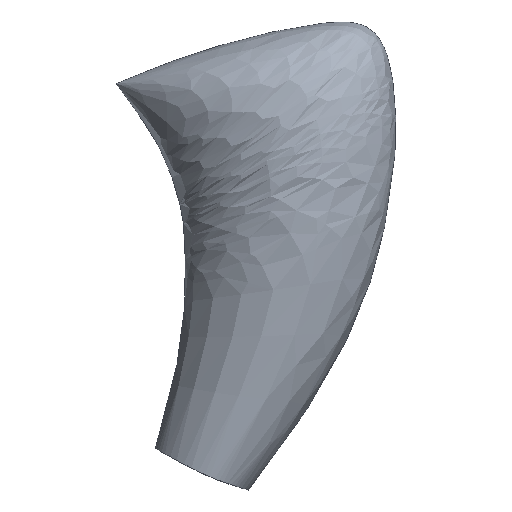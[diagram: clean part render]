
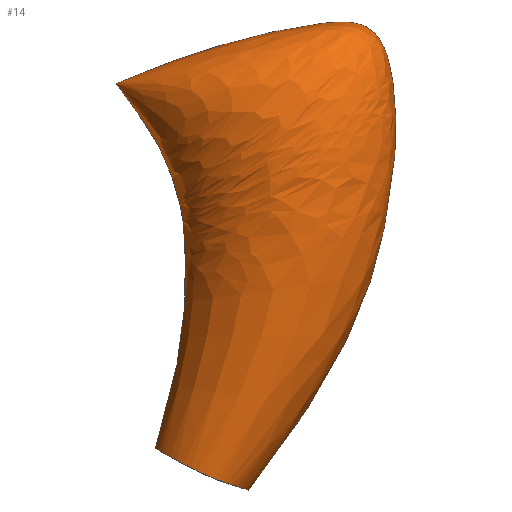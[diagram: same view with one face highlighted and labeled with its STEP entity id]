
A CAD part, front view. The second image highlights one B-rep face of the part: STEP entity #14.
In plain terms, the highlighted free-form (B-spline) face has degree [3, 3] with [5, 8] control points.
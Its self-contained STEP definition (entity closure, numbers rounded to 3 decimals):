
#14=ADVANCED_FACE('',(#16),#37,.T.);
#16=FACE_OUTER_BOUND('',#18,.T.);
#18=EDGE_LOOP('',(#20,#21,#22));
#20=ORIENTED_EDGE('',*,*,#28,.T.);
#21=ORIENTED_EDGE('',*,*,#27,.F.);
#22=ORIENTED_EDGE('',*,*,#26,.T.);
#26=EDGE_CURVE('',#34,#36,#30,.T.);
#27=EDGE_CURVE('',#34,#35,#31,.T.);
#28=EDGE_CURVE('',#36,#35,#32,.T.);
#30=B_SPLINE_CURVE_WITH_KNOTS('',3,(#216,#217,#218,#219,#220),
 .UNSPECIFIED.,.F.,.F.,(4,1,4),(0.,3.858,8.443),
 .UNSPECIFIED.);
#31=B_SPLINE_CURVE_WITH_KNOTS('',3,(#221,#222,#223,#224,#225,#226,#227,
#228),.UNSPECIFIED.,.F.,.F.,(4,1,1,1,1,4),(0.,1.,2.,3.,4.,5.),
 .UNSPECIFIED.);
#32=B_SPLINE_CURVE_WITH_KNOTS('',3,(#229,#230,#231,#232,#233,#234,#235,
#236),.UNSPECIFIED.,.F.,.F.,(4,1,1,1,1,4),(0.,1.,2.,3.,4.,5.),
 .UNSPECIFIED.);
#34=VERTEX_POINT('',#213);
#35=VERTEX_POINT('',#214);
#36=VERTEX_POINT('',#215);
#37=B_SPLINE_SURFACE_WITH_KNOTS('',3,3,((#133,#134,#135,#136,#137,#138,
#139,#140),(#141,#142,#143,#144,#145,#146,#147,#148),(#149,#150,#151,#152,
#153,#154,#155,#156),(#157,#158,#159,#160,#161,#162,#163,#164),(#165,#166,
#167,#168,#169,#170,#171,#172)),.UNSPECIFIED.,.F.,.F.,.F.,(4,1,4),(4,1,
1,1,1,4),(0.,3.858,8.443),(0.,1.,2.,3.,4.,5.),
 .UNSPECIFIED.);
#133=CARTESIAN_POINT('',(-9.118,0.,2.395));
#134=CARTESIAN_POINT('',(-8.362,0.,4.852));
#135=CARTESIAN_POINT('',(-8.343,0.,7.221));
#136=CARTESIAN_POINT('',(-8.384,0.,8.135));
#137=CARTESIAN_POINT('',(-8.527,0.,8.771));
#138=CARTESIAN_POINT('',(-8.748,0.,9.512));
#139=CARTESIAN_POINT('',(-9.149,0.,10.4));
#140=CARTESIAN_POINT('',(-10.115,0.,11.679));
#141=CARTESIAN_POINT('',(-9.118,-0.659,2.395));
#142=CARTESIAN_POINT('',(-8.362,-0.813,4.852));
#143=CARTESIAN_POINT('',(-8.343,-0.984,7.221));
#144=CARTESIAN_POINT('',(-8.384,-1.039,8.135));
#145=CARTESIAN_POINT('',(-8.527,-1.042,8.771));
#146=CARTESIAN_POINT('',(-8.748,-0.965,9.512));
#147=CARTESIAN_POINT('',(-9.149,-0.71,10.4));
#148=CARTESIAN_POINT('',(-10.115,0.,11.679));
#149=CARTESIAN_POINT('',(-7.754,-2.1,1.569));
#150=CARTESIAN_POINT('',(-6.157,-2.592,4.65));
#151=CARTESIAN_POINT('',(-5.518,-3.138,7.883));
#152=CARTESIAN_POINT('',(-5.534,-3.312,9.703));
#153=CARTESIAN_POINT('',(-5.913,-3.321,10.627));
#154=CARTESIAN_POINT('',(-6.65,-3.077,11.527));
#155=CARTESIAN_POINT('',(-8.206,-2.262,11.913));
#156=CARTESIAN_POINT('',(-10.115,0.,11.679));
#157=CARTESIAN_POINT('',(-6.736,-0.739,1.333));
#158=CARTESIAN_POINT('',(-4.143,-0.912,4.626));
#159=CARTESIAN_POINT('',(-3.014,-1.104,8.51));
#160=CARTESIAN_POINT('',(-2.932,-1.166,11.472));
#161=CARTESIAN_POINT('',(-3.386,-1.169,13.315));
#162=CARTESIAN_POINT('',(-4.982,-1.083,13.3));
#163=CARTESIAN_POINT('',(-7.955,-0.796,12.603));
#164=CARTESIAN_POINT('',(-10.115,0.,11.679));
#165=CARTESIAN_POINT('',(-6.736,0.,1.333));
#166=CARTESIAN_POINT('',(-4.143,0.,4.626));
#167=CARTESIAN_POINT('',(-3.014,0.,8.51));
#168=CARTESIAN_POINT('',(-2.932,0.,11.472));
#169=CARTESIAN_POINT('',(-3.386,0.,13.315));
#170=CARTESIAN_POINT('',(-4.982,0.,13.3));
#171=CARTESIAN_POINT('',(-7.955,0.,12.603));
#172=CARTESIAN_POINT('',(-10.115,0.,11.679));
#213=CARTESIAN_POINT('',(-9.118,0.,2.395));
#214=CARTESIAN_POINT('',(-10.115,0.,11.679));
#215=CARTESIAN_POINT('',(-6.736,0.,1.333));
#216=CARTESIAN_POINT('',(-9.118,0.,2.395));
#217=CARTESIAN_POINT('',(-9.118,-0.659,2.395));
#218=CARTESIAN_POINT('',(-7.754,-2.1,1.569));
#219=CARTESIAN_POINT('',(-6.736,-0.739,1.333));
#220=CARTESIAN_POINT('',(-6.736,0.,1.333));
#221=CARTESIAN_POINT('',(-9.118,0.,2.395));
#222=CARTESIAN_POINT('',(-8.362,0.,4.852));
#223=CARTESIAN_POINT('',(-8.343,0.,7.221));
#224=CARTESIAN_POINT('',(-8.384,0.,8.135));
#225=CARTESIAN_POINT('',(-8.527,0.,8.771));
#226=CARTESIAN_POINT('',(-8.748,0.,9.512));
#227=CARTESIAN_POINT('',(-9.149,0.,10.4));
#228=CARTESIAN_POINT('',(-10.115,0.,11.679));
#229=CARTESIAN_POINT('',(-6.736,0.,1.333));
#230=CARTESIAN_POINT('',(-4.143,0.,4.626));
#231=CARTESIAN_POINT('',(-3.014,0.,8.51));
#232=CARTESIAN_POINT('',(-2.932,0.,11.472));
#233=CARTESIAN_POINT('',(-3.386,0.,13.315));
#234=CARTESIAN_POINT('',(-4.982,0.,13.3));
#235=CARTESIAN_POINT('',(-7.955,0.,12.603));
#236=CARTESIAN_POINT('',(-10.115,0.,11.679));
